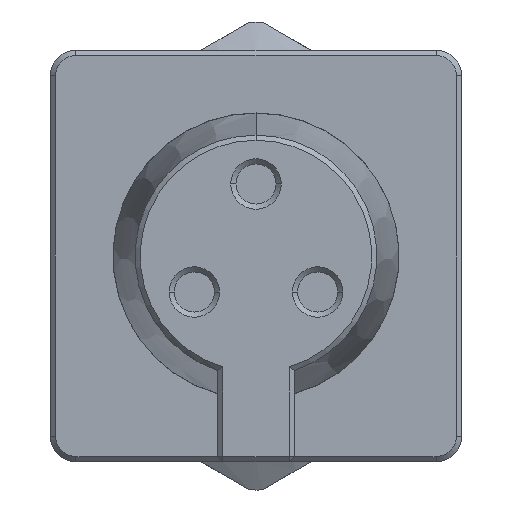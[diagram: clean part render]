
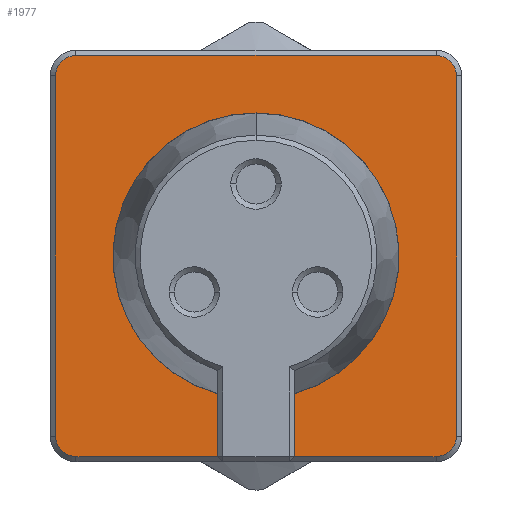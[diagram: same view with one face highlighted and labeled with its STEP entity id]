
A CAD part, front view. The second image highlights one B-rep face of the part: STEP entity #1977.
In plain terms, the highlighted planar face has unit normal (0, -1, 0).
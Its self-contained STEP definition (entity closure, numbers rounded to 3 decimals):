
#329=CARTESIAN_POINT('',(0.,-1.4,2.5));
#330=VERTEX_POINT('',#329);
#346=CARTESIAN_POINT('',(0.75,-1.4,-2.385));
#347=VERTEX_POINT('',#346);
#354=CARTESIAN_POINT('',(0.0,-1.4,0.));
#355=DIRECTION('',(0.0,1.0,0.0));
#356=DIRECTION('',(0.0,0.0,1.0));
#357=AXIS2_PLACEMENT_3D('',#354,#355,#356);
#358=CIRCLE('',#357,2.5);
#359=EDGE_CURVE('',#330,#347,#358,.T.);
#1620=CARTESIAN_POINT('',(0.75,-1.4,-3.9));
#1621=VERTEX_POINT('',#1620);
#1666=CARTESIAN_POINT('',(-0.75,-1.4,-3.9));
#1667=VERTEX_POINT('',#1666);
#1765=CARTESIAN_POINT('',(-0.75,-1.4,-2.385));
#1766=VERTEX_POINT('',#1765);
#1773=CARTESIAN_POINT('',(-0.75,-1.4,-3.9));
#1774=DIRECTION('',(0.0,0.0,1.0));
#1775=VECTOR('',#1774,1.515);
#1776=LINE('',#1773,#1775);
#1777=EDGE_CURVE('',#1667,#1766,#1776,.T.);
#1788=CARTESIAN_POINT('',(0.75,-1.4,-2.385));
#1789=DIRECTION('',(0.0,0.0,-1.0));
#1790=VECTOR('',#1789,1.515);
#1791=LINE('',#1788,#1790);
#1792=EDGE_CURVE('',#347,#1621,#1791,.T.);
#1857=CARTESIAN_POINT('',(-3.5,-1.4,-3.9));
#1858=VERTEX_POINT('',#1857);
#1859=CARTESIAN_POINT('',(-0.75,-1.4,-3.9));
#1860=DIRECTION('',(-1.0,0.0,0.0));
#1861=VECTOR('',#1860,2.75);
#1862=LINE('',#1859,#1861);
#1863=EDGE_CURVE('',#1667,#1858,#1862,.T.);
#1882=CARTESIAN_POINT('',(3.5,-1.4,-3.9));
#1883=VERTEX_POINT('',#1882);
#1890=CARTESIAN_POINT('',(3.5,-1.4,-3.9));
#1891=DIRECTION('',(-1.0,0.0,0.0));
#1892=VECTOR('',#1891,2.75);
#1893=LINE('',#1890,#1892);
#1894=EDGE_CURVE('',#1883,#1621,#1893,.T.);
#1900=CARTESIAN_POINT('',(0.,-1.4,0.));
#1901=DIRECTION('',(0.0,1.0,0.0));
#1902=DIRECTION('',(0.0,0.0,1.0));
#1903=AXIS2_PLACEMENT_3D('',#1900,#1901,#1902);
#1904=PLANE('',#1903);
#1905=ORIENTED_EDGE('',*,*,#1792,.T.);
#1906=ORIENTED_EDGE('',*,*,#1894,.F.);
#1907=CARTESIAN_POINT('',(3.9,-1.4,-3.5));
#1908=VERTEX_POINT('',#1907);
#1909=CARTESIAN_POINT('',(3.5,-1.4,-3.5));
#1910=DIRECTION('',(0.0,1.0,0.0));
#1911=DIRECTION('',(1.0,0.0,0.0));
#1912=AXIS2_PLACEMENT_3D('',#1909,#1910,#1911);
#1913=CIRCLE('',#1912,0.4);
#1914=EDGE_CURVE('',#1908,#1883,#1913,.T.);
#1915=ORIENTED_EDGE('',*,*,#1914,.F.);
#1916=CARTESIAN_POINT('',(3.9,-1.4,3.5));
#1917=VERTEX_POINT('',#1916);
#1918=CARTESIAN_POINT('',(3.9,-1.4,3.5));
#1919=DIRECTION('',(0.0,0.0,-1.0));
#1920=VECTOR('',#1919,7.0);
#1921=LINE('',#1918,#1920);
#1922=EDGE_CURVE('',#1917,#1908,#1921,.T.);
#1923=ORIENTED_EDGE('',*,*,#1922,.F.);
#1924=CARTESIAN_POINT('',(3.5,-1.4,3.9));
#1925=VERTEX_POINT('',#1924);
#1926=CARTESIAN_POINT('',(3.5,-1.4,3.5));
#1927=DIRECTION('',(0.0,1.0,0.0));
#1928=DIRECTION('',(0.0,0.0,1.0));
#1929=AXIS2_PLACEMENT_3D('',#1926,#1927,#1928);
#1930=CIRCLE('',#1929,0.4);
#1931=EDGE_CURVE('',#1925,#1917,#1930,.T.);
#1932=ORIENTED_EDGE('',*,*,#1931,.F.);
#1933=CARTESIAN_POINT('',(-3.5,-1.4,3.9));
#1934=VERTEX_POINT('',#1933);
#1935=CARTESIAN_POINT('',(-3.5,-1.4,3.9));
#1936=DIRECTION('',(1.0,0.0,0.0));
#1937=VECTOR('',#1936,7.);
#1938=LINE('',#1935,#1937);
#1939=EDGE_CURVE('',#1934,#1925,#1938,.T.);
#1940=ORIENTED_EDGE('',*,*,#1939,.F.);
#1941=CARTESIAN_POINT('',(-3.9,-1.4,3.5));
#1942=VERTEX_POINT('',#1941);
#1943=CARTESIAN_POINT('',(-3.5,-1.4,3.5));
#1944=DIRECTION('',(0.0,1.0,0.0));
#1945=DIRECTION('',(-1.0,0.0,0.0));
#1946=AXIS2_PLACEMENT_3D('',#1943,#1944,#1945);
#1947=CIRCLE('',#1946,0.4);
#1948=EDGE_CURVE('',#1942,#1934,#1947,.T.);
#1949=ORIENTED_EDGE('',*,*,#1948,.F.);
#1950=CARTESIAN_POINT('',(-3.9,-1.4,-3.5));
#1951=VERTEX_POINT('',#1950);
#1952=CARTESIAN_POINT('',(-3.9,-1.4,-3.5));
#1953=DIRECTION('',(0.0,0.0,1.0));
#1954=VECTOR('',#1953,7.);
#1955=LINE('',#1952,#1954);
#1956=EDGE_CURVE('',#1951,#1942,#1955,.T.);
#1957=ORIENTED_EDGE('',*,*,#1956,.F.);
#1958=CARTESIAN_POINT('',(-3.5,-1.4,-3.5));
#1959=DIRECTION('',(0.0,1.0,0.0));
#1960=DIRECTION('',(0.0,0.0,-1.0));
#1961=AXIS2_PLACEMENT_3D('',#1958,#1959,#1960);
#1962=CIRCLE('',#1961,0.4);
#1963=EDGE_CURVE('',#1858,#1951,#1962,.T.);
#1964=ORIENTED_EDGE('',*,*,#1963,.F.);
#1965=ORIENTED_EDGE('',*,*,#1863,.F.);
#1966=ORIENTED_EDGE('',*,*,#1777,.T.);
#1967=CARTESIAN_POINT('',(0.0,-1.4,0.));
#1968=DIRECTION('',(0.0,1.0,0.0));
#1969=DIRECTION('',(0.0,0.0,1.0));
#1970=AXIS2_PLACEMENT_3D('',#1967,#1968,#1969);
#1971=CIRCLE('',#1970,2.5);
#1972=EDGE_CURVE('',#1766,#330,#1971,.T.);
#1973=ORIENTED_EDGE('',*,*,#1972,.T.);
#1974=ORIENTED_EDGE('',*,*,#359,.T.);
#1975=EDGE_LOOP('',(#1905,#1906,#1915,#1923,#1932,#1940,#1949,#1957,#1964,#1965,#1966,#1973,#1974));
#1976=FACE_OUTER_BOUND('',#1975,.T.);
#1977=ADVANCED_FACE('',(#1976),#1904,.F.);
